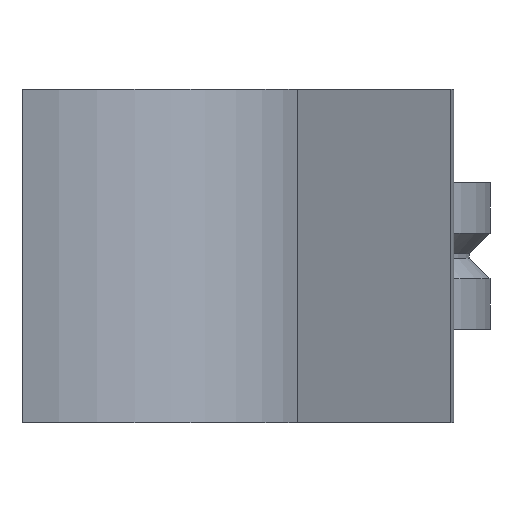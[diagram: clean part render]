
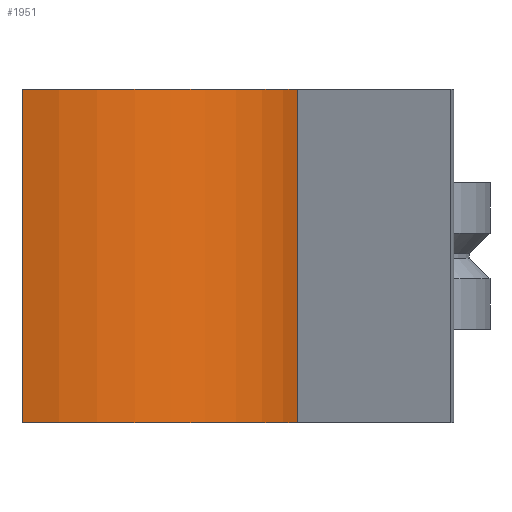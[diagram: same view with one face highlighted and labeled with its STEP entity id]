
A CAD part, front view. The second image highlights one B-rep face of the part: STEP entity #1951.
In plain terms, the highlighted cylindrical face has radius 10.475 mm (diameter 20.95 mm), a partial arc.
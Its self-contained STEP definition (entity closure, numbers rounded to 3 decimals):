
#13 = AXIS2_PLACEMENT_3D ( 'NONE', #4314, #2242, #54 ) ;
#48 = VERTEX_POINT ( 'NONE', #1161 ) ;
#54 = DIRECTION ( 'NONE',  ( 0., 0., 1. ) ) ;
#215 = CARTESIAN_POINT ( 'NONE',  ( 8., 1.475, -47.975 ) ) ;
#588 = EDGE_CURVE ( 'NONE', #4152, #4308, #2647, .T. ) ;
#603 = AXIS2_PLACEMENT_3D ( 'NONE', #3851, #1652, #4157 ) ;
#771 = LINE ( 'NONE', #3015, #2642 ) ;
#933 = EDGE_CURVE ( 'NONE', #48, #1548, #771, .T. ) ;
#1161 = CARTESIAN_POINT ( 'NONE',  ( -8., 1.475, -47.975 ) ) ;
#1176 = ORIENTED_EDGE ( 'NONE', *, *, #2191, .F. ) ;
#1548 = VERTEX_POINT ( 'NONE', #215 ) ;
#1577 = CIRCLE ( 'NONE', #13, 10.475 ) ;
#1640 = DIRECTION ( 'NONE',  ( 1., 0., 0. ) ) ;
#1652 = DIRECTION ( 'NONE',  ( -1., 0., 0. ) ) ;
#1883 = CIRCLE ( 'NONE', #603, 10.475 ) ;
#1951 = ADVANCED_FACE ( 'NONE', ( #4460 ), #2551, .T. ) ;
#1984 = ORIENTED_EDGE ( 'NONE', *, *, #588, .T. ) ;
#2191 = EDGE_CURVE ( 'NONE', #4152, #48, #1883, .T. ) ;
#2242 = DIRECTION ( 'NONE',  ( 1., 0., 0. ) ) ;
#2514 = CARTESIAN_POINT ( 'NONE',  ( -8., 11.95, -37.5 ) ) ;
#2551 = CYLINDRICAL_SURFACE ( 'NONE', #3602, 10.475 ) ;
#2560 = CARTESIAN_POINT ( 'NONE',  ( 8., 11.95, -37.5 ) ) ;
#2642 = VECTOR ( 'NONE', #3374, 1000. ) ;
#2647 = LINE ( 'NONE', #3175, #4338 ) ;
#2860 = EDGE_CURVE ( 'NONE', #1548, #4308, #1577, .T. ) ;
#3015 = CARTESIAN_POINT ( 'NONE',  ( -8., 1.475, -47.975 ) ) ;
#3032 = CARTESIAN_POINT ( 'NONE',  ( -50.677, 1.475, -37.5 ) ) ;
#3106 = DIRECTION ( 'NONE',  ( 0., 0., -1. ) ) ;
#3175 = CARTESIAN_POINT ( 'NONE',  ( -50.677, 11.95, -37.5 ) ) ;
#3374 = DIRECTION ( 'NONE',  ( 1., 0., 0. ) ) ;
#3465 = ORIENTED_EDGE ( 'NONE', *, *, #2860, .F. ) ;
#3602 = AXIS2_PLACEMENT_3D ( 'NONE', #3032, #3744, #3106 ) ;
#3714 = EDGE_LOOP ( 'NONE', ( #4466, #1176, #1984, #3465 ) ) ;
#3744 = DIRECTION ( 'NONE',  ( 1., 0., 0. ) ) ;
#3851 = CARTESIAN_POINT ( 'NONE',  ( -8., 1.475, -37.5 ) ) ;
#4152 = VERTEX_POINT ( 'NONE', #2514 ) ;
#4157 = DIRECTION ( 'NONE',  ( 0., 0., -1. ) ) ;
#4308 = VERTEX_POINT ( 'NONE', #2560 ) ;
#4314 = CARTESIAN_POINT ( 'NONE',  ( 8., 1.475, -37.5 ) ) ;
#4338 = VECTOR ( 'NONE', #1640, 1000. ) ;
#4460 = FACE_OUTER_BOUND ( 'NONE', #3714, .T. ) ;
#4466 = ORIENTED_EDGE ( 'NONE', *, *, #933, .F. ) ;
